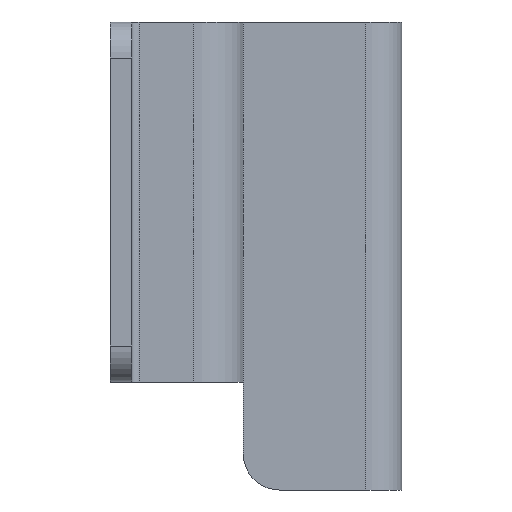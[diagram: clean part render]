
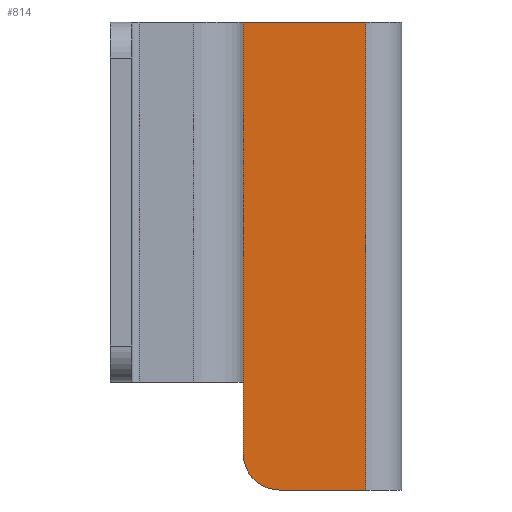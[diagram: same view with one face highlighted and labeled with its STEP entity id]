
A CAD part, left-side view. The second image highlights one B-rep face of the part: STEP entity #814.
In plain terms, the highlighted planar face has unit normal (-1, 0, 0).
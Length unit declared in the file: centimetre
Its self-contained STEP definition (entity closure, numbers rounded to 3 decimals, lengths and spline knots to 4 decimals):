
#53=PLANE('',#910);
#77=FACE_OUTER_BOUND('',#123,.T.);
#123=EDGE_LOOP('',(#593,#594,#595,#596,#597));
#172=LINE('',#1258,#243);
#179=LINE('',#1355,#250);
#181=LINE('',#1359,#252);
#182=LINE('',#1360,#253);
#243=VECTOR('',#1007,1.);
#250=VECTOR('',#1030,1.);
#252=VECTOR('',#1034,1.);
#253=VECTOR('',#1035,1.);
#310=CIRCLE('',#896,0.5);
#355=VERTEX_POINT('',#1241);
#356=VERTEX_POINT('',#1243);
#361=VERTEX_POINT('',#1256);
#371=VERTEX_POINT('',#1354);
#372=VERTEX_POINT('',#1358);
#434=EDGE_CURVE('',#356,#355,#310,.T.);
#442=EDGE_CURVE('',#361,#355,#172,.T.);
#456=EDGE_CURVE('',#371,#356,#179,.T.);
#458=EDGE_CURVE('',#372,#361,#181,.T.);
#459=EDGE_CURVE('',#372,#371,#182,.T.);
#593=ORIENTED_EDGE('',*,*,#434,.T.);
#594=ORIENTED_EDGE('',*,*,#442,.F.);
#595=ORIENTED_EDGE('',*,*,#458,.F.);
#596=ORIENTED_EDGE('',*,*,#459,.T.);
#597=ORIENTED_EDGE('',*,*,#456,.T.);
#814=ADVANCED_FACE('',(#77),#53,.T.);
#896=AXIS2_PLACEMENT_3D('',#1244,#992,#993);
#910=AXIS2_PLACEMENT_3D('',#1357,#1032,#1033);
#992=DIRECTION('center_axis',(-1.,0.,0.));
#993=DIRECTION('ref_axis',(0.,0.,-1.));
#1007=DIRECTION('',(0.,0.,1.));
#1030=DIRECTION('',(0.,1.,0.));
#1032=DIRECTION('center_axis',(-1.,0.,0.));
#1033=DIRECTION('ref_axis',(0.,0.,1.));
#1034=DIRECTION('',(0.,1.,0.));
#1035=DIRECTION('',(0.,0.,1.));
#1241=CARTESIAN_POINT('',(-2.2,6.5,-0.5));
#1243=CARTESIAN_POINT('',(-2.2,6.,0.));
#1244=CARTESIAN_POINT('Origin',(-2.2,6.,-0.5));
#1256=CARTESIAN_POINT('',(-2.2,6.5,-1.7));
#1258=CARTESIAN_POINT('',(-2.2,6.5,-1.7));
#1354=CARTESIAN_POINT('',(-2.2,0.,0.));
#1355=CARTESIAN_POINT('',(-2.2,0.,0.));
#1357=CARTESIAN_POINT('Origin',(-2.2,0.,-1.7));
#1358=CARTESIAN_POINT('',(-2.2,0.,-1.7));
#1359=CARTESIAN_POINT('',(-2.2,0.,-1.7));
#1360=CARTESIAN_POINT('',(-2.2,0.,-1.7));
